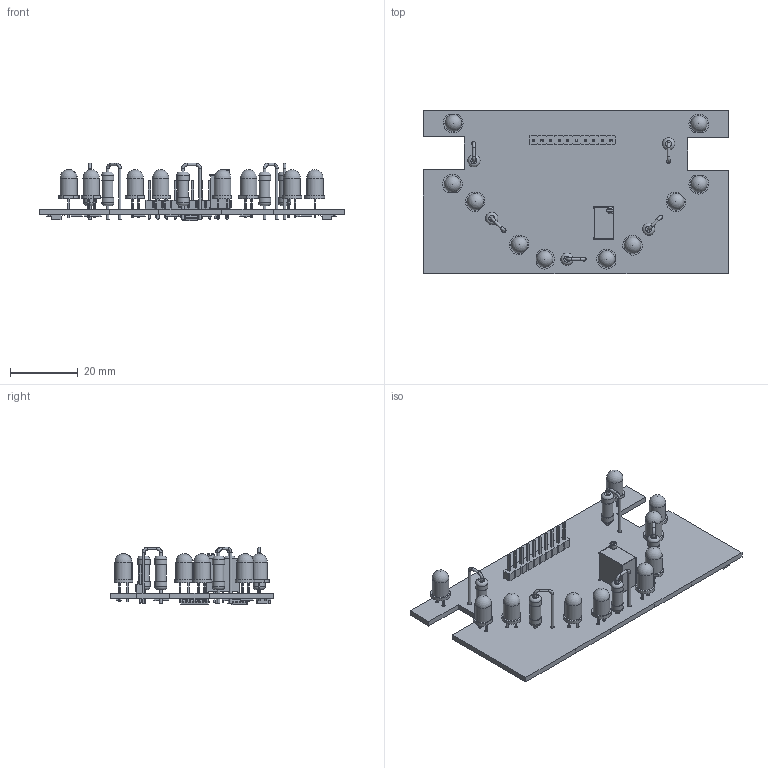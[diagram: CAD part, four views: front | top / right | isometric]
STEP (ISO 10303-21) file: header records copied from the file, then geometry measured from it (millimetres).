
FILE_DESCRIPTION(('KiCad electronic assembly'),'2;1');
FILE_NAME('el macho.step','2023-10-22T15:22:20',('Pcbnew'),('Kicad'), 'Open CASCADE STEP processor 7.7','KiCad to STEP converter','Unknown' );
FILE_SCHEMA(('AUTOMOTIVE_DESIGN { 1 0 10303 214 1 1 1 1 }'));
Length unit declared in the file: millimetre
Products named in the file (18): el macho 1; LED_D5.0mm; SOLID; R_Axial_DIN0411_L9.9mm_D3.6mm_P5.08mm_Vertical; PinHeader_1x10_P2.54mm_Vertical; Potentiometer_Bourns_3299W_Vertical; R_1206_3216Metric; OnSemi_CASE100CY; SOIC-8_3.9x4.9mm_P1.27mm; SO-14_3.9x8.65mm_P1.27mm; COMPOUND; el macho PCB
Assembly tree (44 placements, depth 3):
  el macho 1
    LED_D5.0mm  x10
      SOLID
    R_Axial_DIN0411_L9.9mm_D3.6mm_P5.08mm_Vertical  x5
      SOLID
    PinHeader_1x10_P2.54mm_Vertical
      SOLID
    Potentiometer_Bourns_3299W_Vertical
      SOLID
    R_1206_3216Metric  x14
      SOLID
    OnSemi_CASE100CY  x2
      SOLID
    SOIC-8_3.9x4.9mm_P1.27mm
      SOLID
    SO-14_3.9x8.65mm_P1.27mm
      COMPOUND
    el macho PCB
Bounding box: 90.17 x 48.26 x 16.95 mm (x, y, z)
Volume: 9458 mm3; surface area: 13149.6 mm2
Topology: 51 solids, 51 shells, 1564 faces, 3828 edges, 2439 vertices
Faces by surface type: plane 1168, cylinder 317, bspline 40, torus 22, sphere 14, revolution 3
Full cylindrical faces by diameter (mm): 0.51 x3, 0.6 x3, 0.8 x23, 0.9 x20, 1 x10, 1.2 x10, 2 x1, 3.24 x5, 3.6 x10, 4.9 x10
Entity records: 64446 total; most frequent: CARTESIAN_POINT 11996, DIRECTION 8976, LINE 6257, VECTOR 6257, ORIENTED_EDGE 4720, PCURVE 4720, DEFINITIONAL_REPRESENTATION 4720, EDGE_CURVE 2360
